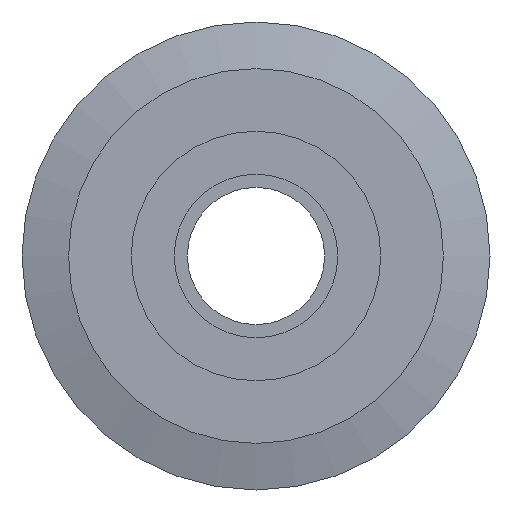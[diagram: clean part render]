
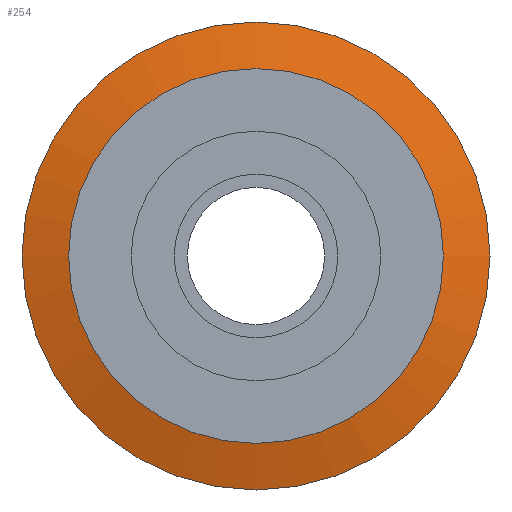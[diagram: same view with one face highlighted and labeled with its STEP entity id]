
A CAD part, front view. The second image highlights one B-rep face of the part: STEP entity #254.
In plain terms, the highlighted conical face has half-angle 75 degrees and reference radius 33.768 mm.
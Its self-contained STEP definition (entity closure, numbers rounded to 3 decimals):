
#28=CONICAL_SURFACE('',#300,33.768,1.309);
#34=FACE_OUTER_BOUND('',#50,.T.);
#50=EDGE_LOOP('',(#197,#198,#199,#200,#201,#202));
#66=LINE('',#457,#74);
#74=VECTOR('',#370,33.768);
#89=CIRCLE('',#298,30.036);
#90=CIRCLE('',#299,30.036);
#91=CIRCLE('',#301,37.5);
#92=CIRCLE('',#302,37.5);
#117=VERTEX_POINT('',#448);
#118=VERTEX_POINT('',#449);
#119=VERTEX_POINT('',#453);
#120=VERTEX_POINT('',#454);
#148=EDGE_CURVE('',#117,#118,#89,.T.);
#149=EDGE_CURVE('',#118,#117,#90,.T.);
#150=EDGE_CURVE('',#119,#120,#91,.T.);
#151=EDGE_CURVE('',#120,#119,#92,.T.);
#152=EDGE_CURVE('',#120,#118,#66,.T.);
#197=ORIENTED_EDGE('',*,*,#150,.F.);
#198=ORIENTED_EDGE('',*,*,#151,.F.);
#199=ORIENTED_EDGE('',*,*,#152,.T.);
#200=ORIENTED_EDGE('',*,*,#149,.T.);
#201=ORIENTED_EDGE('',*,*,#148,.T.);
#202=ORIENTED_EDGE('',*,*,#152,.F.);
#254=ADVANCED_FACE('',(#34),#28,.T.);
#298=AXIS2_PLACEMENT_3D('',#450,#360,#361);
#299=AXIS2_PLACEMENT_3D('',#451,#362,#363);
#300=AXIS2_PLACEMENT_3D('',#452,#364,#365);
#301=AXIS2_PLACEMENT_3D('',#455,#366,#367);
#302=AXIS2_PLACEMENT_3D('',#456,#368,#369);
#360=DIRECTION('center_axis',(0.,1.,0.));
#361=DIRECTION('ref_axis',(1.,0.,0.));
#362=DIRECTION('center_axis',(0.,1.,0.));
#363=DIRECTION('ref_axis',(1.,0.,0.));
#364=DIRECTION('center_axis',(0.,1.,0.));
#365=DIRECTION('ref_axis',(-1.,0.,0.));
#366=DIRECTION('center_axis',(0.,1.,0.));
#367=DIRECTION('ref_axis',(1.,0.,0.));
#368=DIRECTION('center_axis',(0.,1.,0.));
#369=DIRECTION('ref_axis',(1.,0.,0.));
#370=DIRECTION('',(-0.966,-0.259,0.));
#448=CARTESIAN_POINT('',(-30.036,23.,0.));
#449=CARTESIAN_POINT('',(30.036,23.,0.));
#450=CARTESIAN_POINT('Origin',(0.,23.,0.));
#451=CARTESIAN_POINT('Origin',(0.,23.,0.));
#452=CARTESIAN_POINT('Origin',(0.,24.,0.));
#453=CARTESIAN_POINT('',(-37.5,25.,0.));
#454=CARTESIAN_POINT('',(37.5,25.,0.));
#455=CARTESIAN_POINT('Origin',(0.,25.,0.));
#456=CARTESIAN_POINT('Origin',(0.,25.,0.));
#457=CARTESIAN_POINT('',(33.768,24.,0.));
